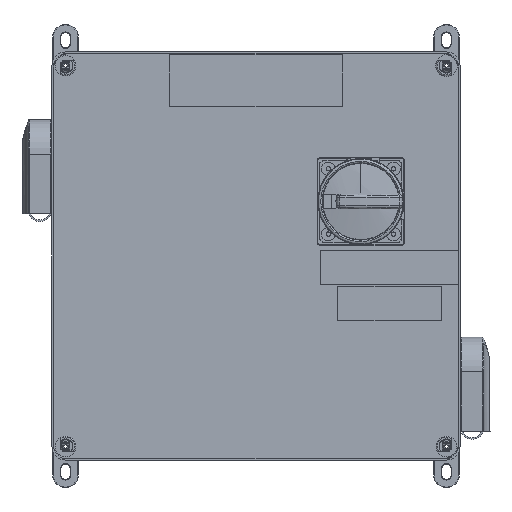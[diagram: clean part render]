
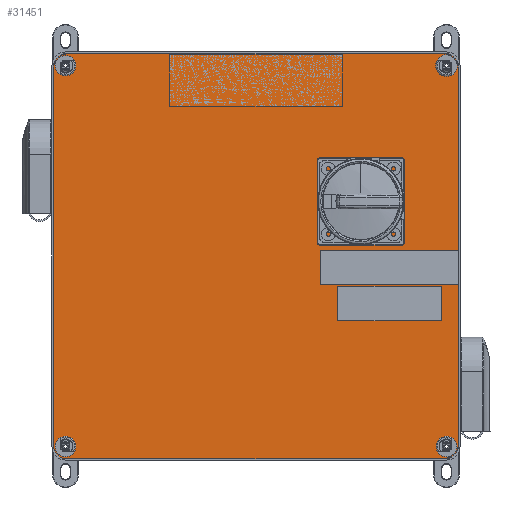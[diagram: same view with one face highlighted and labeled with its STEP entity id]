
A CAD part, front view. The second image highlights one B-rep face of the part: STEP entity #31451.
In plain terms, the highlighted planar face has unit normal (0, -1, 0).
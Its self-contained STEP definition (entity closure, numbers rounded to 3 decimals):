
#1917=FACE_BOUND('',#6138,.T.);
#1918=FACE_BOUND('',#6139,.T.);
#1919=FACE_BOUND('',#6140,.T.);
#1920=FACE_BOUND('',#6141,.T.);
#1921=FACE_BOUND('',#6142,.T.);
#1922=FACE_BOUND('',#6143,.T.);
#1923=FACE_BOUND('',#6144,.T.);
#2656=CIRCLE('',#33754,7.5);
#2658=CIRCLE('',#33757,7.5);
#2660=CIRCLE('',#33760,7.5);
#2663=CIRCLE('',#33764,8.);
#2664=CIRCLE('',#33766,2.);
#2666=CIRCLE('',#33769,11.5);
#2668=CIRCLE('',#33772,2.);
#2674=CIRCLE('',#33780,9.5);
#2675=CIRCLE('',#33781,10.);
#2676=CIRCLE('',#33782,9.5);
#2677=CIRCLE('',#33783,9.5);
#4250=FACE_OUTER_BOUND('',#6137,.T.);
#6137=EDGE_LOOP('',(#26941,#26942,#26943,#26944,#26945,#26946,#26947,#26948));
#6138=EDGE_LOOP('',(#26949));
#6139=EDGE_LOOP('',(#26950));
#6140=EDGE_LOOP('',(#26951));
#6141=EDGE_LOOP('',(#26952));
#6142=EDGE_LOOP('',(#26953));
#6143=EDGE_LOOP('',(#26954));
#6144=EDGE_LOOP('',(#26955));
#8920=LINE('',#72425,#11787);
#8921=LINE('',#72429,#11788);
#8922=LINE('',#72433,#11789);
#8923=LINE('',#72437,#11790);
#11787=VECTOR('',#40706,1.);
#11788=VECTOR('',#40709,1.);
#11789=VECTOR('',#40712,1.);
#11790=VECTOR('',#40715,1.);
#14599=VERTEX_POINT('',#72364);
#14601=VERTEX_POINT('',#72370);
#14603=VERTEX_POINT('',#72376);
#14606=VERTEX_POINT('',#72384);
#14607=VERTEX_POINT('',#72388);
#14609=VERTEX_POINT('',#72394);
#14611=VERTEX_POINT('',#72400);
#14621=VERTEX_POINT('',#72423);
#14622=VERTEX_POINT('',#72424);
#14623=VERTEX_POINT('',#72426);
#14624=VERTEX_POINT('',#72428);
#14625=VERTEX_POINT('',#72430);
#14626=VERTEX_POINT('',#72432);
#14627=VERTEX_POINT('',#72434);
#14628=VERTEX_POINT('',#72436);
#18812=EDGE_CURVE('',#14599,#14599,#2656,.T.);
#18815=EDGE_CURVE('',#14601,#14601,#2658,.T.);
#18818=EDGE_CURVE('',#14603,#14603,#2660,.T.);
#18823=EDGE_CURVE('',#14606,#14606,#2663,.T.);
#18824=EDGE_CURVE('',#14607,#14607,#2664,.T.);
#18827=EDGE_CURVE('',#14609,#14609,#2666,.T.);
#18830=EDGE_CURVE('',#14611,#14611,#2668,.T.);
#18841=EDGE_CURVE('',#14621,#14622,#8920,.F.);
#18842=EDGE_CURVE('',#14623,#14621,#2674,.F.);
#18843=EDGE_CURVE('',#14623,#14624,#8921,.T.);
#18844=EDGE_CURVE('',#14624,#14625,#2675,.T.);
#18845=EDGE_CURVE('',#14626,#14625,#8922,.F.);
#18846=EDGE_CURVE('',#14627,#14626,#2676,.F.);
#18847=EDGE_CURVE('',#14628,#14627,#8923,.F.);
#18848=EDGE_CURVE('',#14622,#14628,#2677,.F.);
#26941=ORIENTED_EDGE('',*,*,#18841,.F.);
#26942=ORIENTED_EDGE('',*,*,#18842,.F.);
#26943=ORIENTED_EDGE('',*,*,#18843,.T.);
#26944=ORIENTED_EDGE('',*,*,#18844,.T.);
#26945=ORIENTED_EDGE('',*,*,#18845,.F.);
#26946=ORIENTED_EDGE('',*,*,#18846,.F.);
#26947=ORIENTED_EDGE('',*,*,#18847,.F.);
#26948=ORIENTED_EDGE('',*,*,#18848,.F.);
#26949=ORIENTED_EDGE('',*,*,#18823,.T.);
#26950=ORIENTED_EDGE('',*,*,#18818,.T.);
#26951=ORIENTED_EDGE('',*,*,#18815,.T.);
#26952=ORIENTED_EDGE('',*,*,#18812,.T.);
#26953=ORIENTED_EDGE('',*,*,#18830,.T.);
#26954=ORIENTED_EDGE('',*,*,#18827,.T.);
#26955=ORIENTED_EDGE('',*,*,#18824,.T.);
#30035=PLANE('',#33779);
#31451=ADVANCED_FACE('',(#4250,#1917,#1918,#1919,#1920,#1921,#1922,#1923),
#30035,.T.);
#33754=AXIS2_PLACEMENT_3D('',#72365,#40643,#40644);
#33757=AXIS2_PLACEMENT_3D('',#72371,#40650,#40651);
#33760=AXIS2_PLACEMENT_3D('',#72377,#40657,#40658);
#33764=AXIS2_PLACEMENT_3D('',#72386,#40667,#40668);
#33766=AXIS2_PLACEMENT_3D('',#72389,#40671,#40672);
#33769=AXIS2_PLACEMENT_3D('',#72395,#40678,#40679);
#33772=AXIS2_PLACEMENT_3D('',#72401,#40685,#40686);
#33779=AXIS2_PLACEMENT_3D('',#72422,#40704,#40705);
#33780=AXIS2_PLACEMENT_3D('',#72427,#40707,#40708);
#33781=AXIS2_PLACEMENT_3D('',#72431,#40710,#40711);
#33782=AXIS2_PLACEMENT_3D('',#72435,#40713,#40714);
#33783=AXIS2_PLACEMENT_3D('',#72438,#40716,#40717);
#40643=DIRECTION('center_axis',(0.,1.,0.));
#40644=DIRECTION('ref_axis',(-1.,0.,0.));
#40650=DIRECTION('center_axis',(0.,1.,0.));
#40651=DIRECTION('ref_axis',(-1.,0.,0.));
#40657=DIRECTION('center_axis',(0.,1.,0.));
#40658=DIRECTION('ref_axis',(-1.,0.,0.));
#40667=DIRECTION('center_axis',(0.,1.,0.));
#40668=DIRECTION('ref_axis',(1.,0.,0.));
#40671=DIRECTION('center_axis',(0.,1.,0.));
#40672=DIRECTION('ref_axis',(1.,0.,0.));
#40678=DIRECTION('center_axis',(0.,1.,0.));
#40679=DIRECTION('ref_axis',(1.,0.,0.));
#40685=DIRECTION('center_axis',(0.,1.,0.));
#40686=DIRECTION('ref_axis',(1.,0.,0.));
#40704=DIRECTION('center_axis',(0.,-1.,0.));
#40705=DIRECTION('ref_axis',(1.,0.,0.));
#40706=DIRECTION('',(-1.,0.,0.));
#40707=DIRECTION('center_axis',(0.,-1.,0.));
#40708=DIRECTION('ref_axis',(0.,0.,1.));
#40709=DIRECTION('',(0.,0.,-1.));
#40710=DIRECTION('center_axis',(0.,-1.,0.));
#40711=DIRECTION('ref_axis',(-1.,0.,0.));
#40712=DIRECTION('',(1.,0.,0.));
#40713=DIRECTION('center_axis',(0.,-1.,0.));
#40714=DIRECTION('ref_axis',(0.,0.,-1.));
#40715=DIRECTION('',(0.,0.,1.));
#40716=DIRECTION('center_axis',(0.,-1.,0.));
#40717=DIRECTION('ref_axis',(1.,0.,0.));
#72364=CARTESIAN_POINT('',(16.879,-302.508,20.81));
#72365=CARTESIAN_POINT('Origin',(9.379,-302.508,20.81));
#72370=CARTESIAN_POINT('',(296.879,-302.508,20.81));
#72371=CARTESIAN_POINT('Origin',(289.379,-302.508,20.81));
#72376=CARTESIAN_POINT('',(16.879,-302.508,300.81));
#72377=CARTESIAN_POINT('Origin',(9.379,-302.508,300.81));
#72384=CARTESIAN_POINT('',(281.379,-302.508,300.81));
#72386=CARTESIAN_POINT('Origin',(289.379,-302.508,300.81));
#72388=CARTESIAN_POINT('',(210.359,-302.508,186.79));
#72389=CARTESIAN_POINT('Origin',(212.359,-302.508,186.79));
#72394=CARTESIAN_POINT('',(214.859,-302.508,200.79));
#72395=CARTESIAN_POINT('Origin',(226.359,-302.508,200.79));
#72400=CARTESIAN_POINT('',(238.359,-302.508,214.79));
#72401=CARTESIAN_POINT('Origin',(240.359,-302.508,214.79));
#72422=CARTESIAN_POINT('Origin',(149.379,-302.508,160.81));
#72423=CARTESIAN_POINT('',(10.379,-302.508,309.56));
#72424=CARTESIAN_POINT('',(288.379,-302.508,309.56));
#72425=CARTESIAN_POINT('',(149.379,-302.508,309.81));
#72426=CARTESIAN_POINT('',(0.629,-302.508,299.81));
#72427=CARTESIAN_POINT('Origin',(10.379,-302.508,299.81));
#72428=CARTESIAN_POINT('',(0.379,-302.508,21.81));
#72429=CARTESIAN_POINT('',(0.379,-302.508,160.71));
#72430=CARTESIAN_POINT('',(10.379,-302.508,11.81));
#72431=CARTESIAN_POINT('Origin',(10.379,-302.508,21.81));
#72432=CARTESIAN_POINT('',(288.379,-302.508,12.06));
#72433=CARTESIAN_POINT('',(149.379,-302.508,11.81));
#72434=CARTESIAN_POINT('',(298.129,-302.508,21.81));
#72435=CARTESIAN_POINT('Origin',(288.379,-302.508,21.81));
#72436=CARTESIAN_POINT('',(298.129,-302.508,299.81));
#72437=CARTESIAN_POINT('',(298.379,-302.508,160.71));
#72438=CARTESIAN_POINT('Origin',(288.379,-302.508,299.81));
